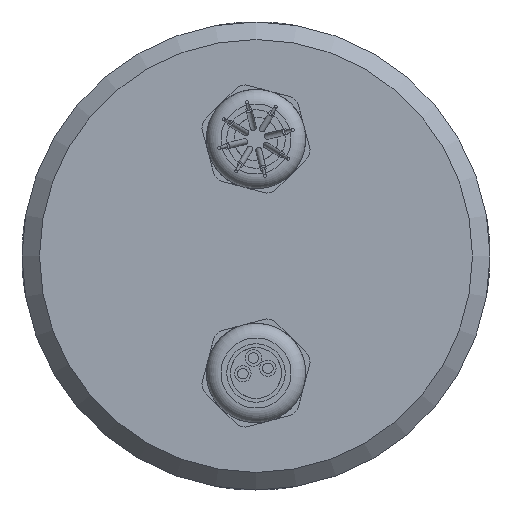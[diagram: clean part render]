
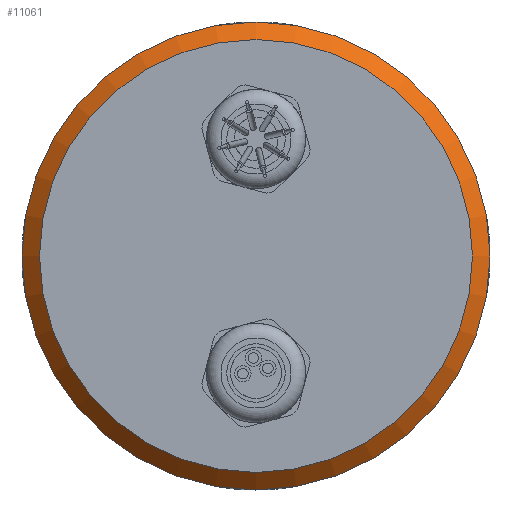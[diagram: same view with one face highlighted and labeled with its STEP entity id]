
A CAD part, left-side view. The second image highlights one B-rep face of the part: STEP entity #11061.
In plain terms, the highlighted conical face has half-angle 45 degrees and reference radius 37 mm.
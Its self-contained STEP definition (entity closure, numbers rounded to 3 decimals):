
#775 = CONICAL_SURFACE ( 'NONE', #14089, 37., 0.785 ) ;
#2913 = CIRCLE ( 'NONE', #16195, 40. ) ;
#4130 = DIRECTION ( 'NONE',  ( 0., 0., 1. ) ) ;
#4423 = EDGE_LOOP ( 'NONE', ( #6295 ) ) ;
#5230 = CARTESIAN_POINT ( 'NONE',  ( -145., 0., 37. ) ) ;
#5353 = VERTEX_POINT ( 'NONE', #12637 ) ;
#6295 = ORIENTED_EDGE ( 'NONE', *, *, #17981, .F. ) ;
#6397 = CARTESIAN_POINT ( 'NONE',  ( -145., 0., 0. ) ) ;
#6822 = DIRECTION ( 'NONE',  ( 1., 0., 0. ) ) ;
#9361 = AXIS2_PLACEMENT_3D ( 'NONE', #13187, #20423, #4130 ) ;
#11061 = ADVANCED_FACE ( 'Defeature ausgef�hrt1_102', ( #15448, #22687 ), #775, .T. ) ;
#12029 = ORIENTED_EDGE ( 'NONE', *, *, #17421, .F. ) ;
#12637 = CARTESIAN_POINT ( 'NONE',  ( -142., 0., 40. ) ) ;
#13187 = CARTESIAN_POINT ( 'NONE',  ( -145., 0., 0. ) ) ;
#13678 = DIRECTION ( 'NONE',  ( 1., 0., 0. ) ) ;
#14089 = AXIS2_PLACEMENT_3D ( 'NONE', #6397, #13678, #20900 ) ;
#14102 = DIRECTION ( 'NONE',  ( 0., 0., 1. ) ) ;
#15448 = FACE_OUTER_BOUND ( 'NONE', #4423, .T. ) ;
#16195 = AXIS2_PLACEMENT_3D ( 'NONE', #23107, #6822, #14102 ) ;
#16558 = CIRCLE ( 'NONE', #9361, 37. ) ;
#17421 = EDGE_CURVE ( 'NONE', #21506, #21506, #16558, .T. ) ;
#17981 = EDGE_CURVE ( 'NONE', #5353, #5353, #2913, .T. ) ;
#20307 = EDGE_LOOP ( 'NONE', ( #12029 ) ) ;
#20423 = DIRECTION ( 'NONE',  ( -1., 0., 0. ) ) ;
#20900 = DIRECTION ( 'NONE',  ( 0., 0., -1. ) ) ;
#21506 = VERTEX_POINT ( 'NONE', #5230 ) ;
#22687 = FACE_BOUND ( 'NONE', #20307, .T. ) ;
#23107 = CARTESIAN_POINT ( 'NONE',  ( -142., 0., 0. ) ) ;
